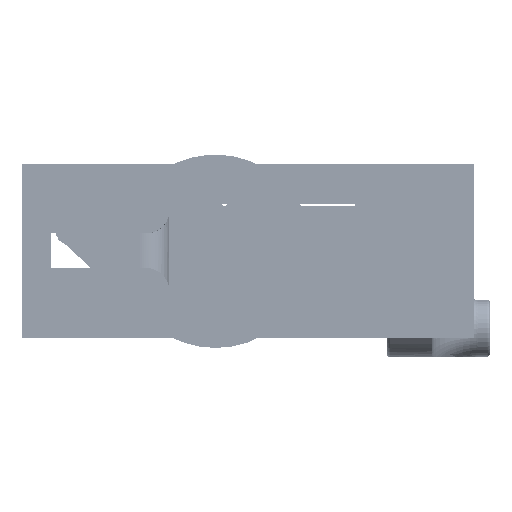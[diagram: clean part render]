
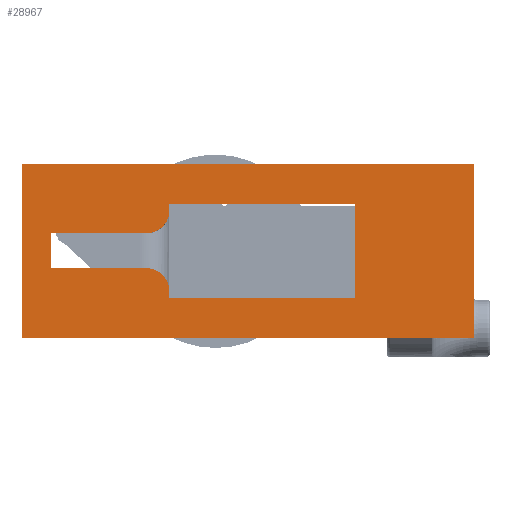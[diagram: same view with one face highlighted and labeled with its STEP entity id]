
A CAD part, front view. The second image highlights one B-rep face of the part: STEP entity #28967.
In plain terms, the highlighted planar face has unit normal (0, -1, 0).
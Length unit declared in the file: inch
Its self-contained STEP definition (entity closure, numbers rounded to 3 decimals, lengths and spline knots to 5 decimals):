
#139 = CARTESIAN_POINT ( 'NONE',  ( -0.17508, 0., -0.2791 ) ) ;
#175 = CARTESIAN_POINT ( 'NONE',  ( -0.95817, 0., 0.0209 ) ) ;
#493 = VERTEX_POINT ( 'NONE', #10048 ) ;
#764 = FACE_BOUND ( 'NONE', #2225, .T. ) ;
#991 = CARTESIAN_POINT ( 'NONE',  ( -2.02983, 0., -0.8791 ) ) ;
#1253 = LINE ( 'NONE', #7084, #9070 ) ;
#1513 = ORIENTED_EDGE ( 'NONE', *, *, #14618, .F. ) ;
#1796 = VERTEX_POINT ( 'NONE', #22809 ) ;
#2072 = EDGE_CURVE ( 'NONE', #10212, #17784, #1253, .T. ) ;
#2101 = VECTOR ( 'NONE', #35110, 39.37008 ) ;
#2225 = EDGE_LOOP ( 'NONE', ( #4282, #23178, #29354, #12355, #2352, #28446, #14000, #8330, #6905, #14219 ) ) ;
#2314 = EDGE_CURVE ( 'NONE', #30728, #10212, #29600, .T. ) ;
#2352 = ORIENTED_EDGE ( 'NONE', *, *, #9909, .T. ) ;
#3002 = CARTESIAN_POINT ( 'NONE',  ( 0.84419, 0., 0.27444 ) ) ;
#3221 = DIRECTION ( 'NONE',  ( -1., 0., 0. ) ) ;
#3300 = DIRECTION ( 'NONE',  ( 0., 0., -1. ) ) ;
#3479 = VERTEX_POINT ( 'NONE', #991 ) ;
#3739 = DIRECTION ( 'NONE',  ( 0., -1., 0. ) ) ;
#3824 = CARTESIAN_POINT ( 'NONE',  ( -1.02983, 0., 0.6209 ) ) ;
#4251 = LINE ( 'NONE', #29655, #25576 ) ;
#4282 = ORIENTED_EDGE ( 'NONE', *, *, #25686, .F. ) ;
#5148 = DIRECTION ( 'NONE',  ( -1., 0., 0. ) ) ;
#5277 = LINE ( 'NONE', #19415, #6158 ) ;
#5378 = DIRECTION ( 'NONE',  ( 0., 0., -1. ) ) ;
#6155 = LINE ( 'NONE', #16307, #17894 ) ;
#6158 = VECTOR ( 'NONE', #17156, 39.37008 ) ;
#6761 = DIRECTION ( 'NONE',  ( 1., 0., 0. ) ) ;
#6903 = CARTESIAN_POINT ( 'NONE',  ( -0.95817, 0., -0.4791 ) ) ;
#6905 = ORIENTED_EDGE ( 'NONE', *, *, #24502, .T. ) ;
#7084 = CARTESIAN_POINT ( 'NONE',  ( -0.75817, 0., -0.53264 ) ) ;
#7382 = CIRCLE ( 'NONE', #23797, 0.2 ) ;
#7420 = CARTESIAN_POINT ( 'NONE',  ( -0.75817, 0., -0.53264 ) ) ;
#7476 = VECTOR ( 'NONE', #5378, 39.37008 ) ;
#7763 = VERTEX_POINT ( 'NONE', #22840 ) ;
#8026 = DIRECTION ( 'NONE',  ( 0., 0., 1. ) ) ;
#8042 = CARTESIAN_POINT ( 'NONE',  ( 1.86584, 0., 0.6209 ) ) ;
#8161 = LINE ( 'NONE', #32309, #29564 ) ;
#8330 = ORIENTED_EDGE ( 'NONE', *, *, #31665, .T. ) ;
#8868 = EDGE_CURVE ( 'NONE', #33296, #3479, #9684, .T. ) ;
#9070 = VECTOR ( 'NONE', #26598, 39.37008 ) ;
#9282 = CARTESIAN_POINT ( 'NONE',  ( 1.86584, 0., -0.8791 ) ) ;
#9684 = LINE ( 'NONE', #17329, #17582 ) ;
#9909 = EDGE_CURVE ( 'NONE', #17784, #23489, #6155, .T. ) ;
#10048 = CARTESIAN_POINT ( 'NONE',  ( -0.75817, 0., -0.4791 ) ) ;
#10212 = VERTEX_POINT ( 'NONE', #15804 ) ;
#11074 = CARTESIAN_POINT ( 'NONE',  ( -0.75817, 0., 0.27444 ) ) ;
#11158 = CARTESIAN_POINT ( 'NONE',  ( -0.75817, 0., -0.53264 ) ) ;
#12355 = ORIENTED_EDGE ( 'NONE', *, *, #2072, .T. ) ;
#12999 = EDGE_CURVE ( 'NONE', #34981, #1796, #19389, .T. ) ;
#13037 = VECTOR ( 'NONE', #6761, 39.37008 ) ;
#13493 = DIRECTION ( 'NONE',  ( 1., 0., 0. ) ) ;
#13697 = CARTESIAN_POINT ( 'NONE',  ( 0., 0., 0. ) ) ;
#13928 = DIRECTION ( 'NONE',  ( 0., 0., 1. ) ) ;
#14000 = ORIENTED_EDGE ( 'NONE', *, *, #24170, .T. ) ;
#14219 = ORIENTED_EDGE ( 'NONE', *, *, #12999, .T. ) ;
#14618 = EDGE_CURVE ( 'NONE', #22846, #33296, #16167, .T. ) ;
#15548 = CARTESIAN_POINT ( 'NONE',  ( 0.84419, 0., -0.53264 ) ) ;
#15804 = CARTESIAN_POINT ( 'NONE',  ( -0.75817, 0., 0.2209 ) ) ;
#16167 = LINE ( 'NONE', #32945, #7476 ) ;
#16307 = CARTESIAN_POINT ( 'NONE',  ( -0.75817, 0., 0.27444 ) ) ;
#17156 = DIRECTION ( 'NONE',  ( -1., 0., 0. ) ) ;
#17329 = CARTESIAN_POINT ( 'NONE',  ( -1.02983, 0., -0.8791 ) ) ;
#17582 = VECTOR ( 'NONE', #3221, 39.37008 ) ;
#17784 = VERTEX_POINT ( 'NONE', #11074 ) ;
#17894 = VECTOR ( 'NONE', #13493, 39.37008 ) ;
#18094 = DIRECTION ( 'NONE',  ( 0., 0., 1. ) ) ;
#18646 = CARTESIAN_POINT ( 'NONE',  ( -0.17508, 0., 0.0209 ) ) ;
#18860 = AXIS2_PLACEMENT_3D ( 'NONE', #13697, #33381, #13928 ) ;
#19186 = VERTEX_POINT ( 'NONE', #11158 ) ;
#19234 = CARTESIAN_POINT ( 'NONE',  ( -0.95817, 0., 0.2209 ) ) ;
#19389 = LINE ( 'NONE', #139, #33397 ) ;
#19415 = CARTESIAN_POINT ( 'NONE',  ( -0.75817, 0., -0.53264 ) ) ;
#19947 = CARTESIAN_POINT ( 'NONE',  ( -1.77983, 0., 0.0709 ) ) ;
#20042 = CARTESIAN_POINT ( 'NONE',  ( -0.95817, 0., -0.2791 ) ) ;
#21566 = EDGE_CURVE ( 'NONE', #30728, #23757, #24259, .T. ) ;
#22171 = DIRECTION ( 'NONE',  ( 0., -1., 0. ) ) ;
#22403 = LINE ( 'NONE', #19947, #25018 ) ;
#22513 = VECTOR ( 'NONE', #5148, 39.37008 ) ;
#22809 = CARTESIAN_POINT ( 'NONE',  ( -1.77983, 0., -0.2791 ) ) ;
#22840 = CARTESIAN_POINT ( 'NONE',  ( -2.02983, 0., 0.6209 ) ) ;
#22846 = VERTEX_POINT ( 'NONE', #8042 ) ;
#23178 = ORIENTED_EDGE ( 'NONE', *, *, #21566, .F. ) ;
#23489 = VERTEX_POINT ( 'NONE', #3002 ) ;
#23621 = DIRECTION ( 'NONE',  ( 0., 0., 1. ) ) ;
#23757 = VERTEX_POINT ( 'NONE', #27127 ) ;
#23797 = AXIS2_PLACEMENT_3D ( 'NONE', #6903, #3739, #18094 ) ;
#24106 = AXIS2_PLACEMENT_3D ( 'NONE', #19234, #22171, #8026 ) ;
#24170 = EDGE_CURVE ( 'NONE', #28693, #19186, #5277, .T. ) ;
#24259 = LINE ( 'NONE', #18646, #22513 ) ;
#24502 = EDGE_CURVE ( 'NONE', #493, #34981, #7382, .T. ) ;
#25018 = VECTOR ( 'NONE', #3300, 39.37008 ) ;
#25576 = VECTOR ( 'NONE', #32498, 39.37008 ) ;
#25686 = EDGE_CURVE ( 'NONE', #23757, #1796, #22403, .T. ) ;
#26235 = ORIENTED_EDGE ( 'NONE', *, *, #8868, .F. ) ;
#26598 = DIRECTION ( 'NONE',  ( 0., 0., 1. ) ) ;
#26972 = LINE ( 'NONE', #7420, #2101 ) ;
#27127 = CARTESIAN_POINT ( 'NONE',  ( -1.77983, 0., 0.0209 ) ) ;
#28208 = EDGE_CURVE ( 'NONE', #7763, #22846, #33594, .T. ) ;
#28432 = ORIENTED_EDGE ( 'NONE', *, *, #28208, .F. ) ;
#28446 = ORIENTED_EDGE ( 'NONE', *, *, #32515, .T. ) ;
#28693 = VERTEX_POINT ( 'NONE', #15548 ) ;
#28697 = EDGE_CURVE ( 'NONE', #3479, #7763, #8161, .T. ) ;
#28967 = ADVANCED_FACE ( 'NONE', ( #30443, #764 ), #30439, .F. ) ;
#29354 = ORIENTED_EDGE ( 'NONE', *, *, #2314, .T. ) ;
#29564 = VECTOR ( 'NONE', #23621, 39.37008 ) ;
#29600 = CIRCLE ( 'NONE', #24106, 0.2 ) ;
#29655 = CARTESIAN_POINT ( 'NONE',  ( 0.84419, 0., -0.53264 ) ) ;
#30439 = PLANE ( 'NONE',  #18860 ) ;
#30443 = FACE_OUTER_BOUND ( 'NONE', #35890, .T. ) ;
#30728 = VERTEX_POINT ( 'NONE', #175 ) ;
#30755 = DIRECTION ( 'NONE',  ( -1., 0., 0. ) ) ;
#31665 = EDGE_CURVE ( 'NONE', #19186, #493, #26972, .T. ) ;
#32309 = CARTESIAN_POINT ( 'NONE',  ( -2.02983, 0., -0.8791 ) ) ;
#32498 = DIRECTION ( 'NONE',  ( 0., 0., -1. ) ) ;
#32515 = EDGE_CURVE ( 'NONE', #23489, #28693, #4251, .T. ) ;
#32945 = CARTESIAN_POINT ( 'NONE',  ( 1.86584, 0., 0.6209 ) ) ;
#33296 = VERTEX_POINT ( 'NONE', #9282 ) ;
#33381 = DIRECTION ( 'NONE',  ( 0., 1., 0. ) ) ;
#33397 = VECTOR ( 'NONE', #30755, 39.37008 ) ;
#33513 = ORIENTED_EDGE ( 'NONE', *, *, #28697, .F. ) ;
#33594 = LINE ( 'NONE', #3824, #13037 ) ;
#34981 = VERTEX_POINT ( 'NONE', #20042 ) ;
#35110 = DIRECTION ( 'NONE',  ( 0., 0., 1. ) ) ;
#35890 = EDGE_LOOP ( 'NONE', ( #28432, #33513, #26235, #1513 ) ) ;
